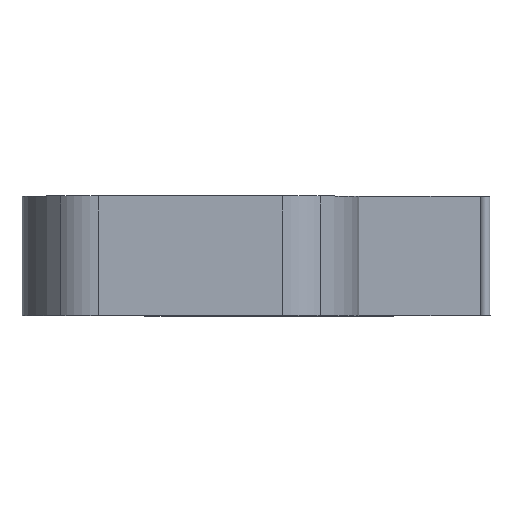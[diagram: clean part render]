
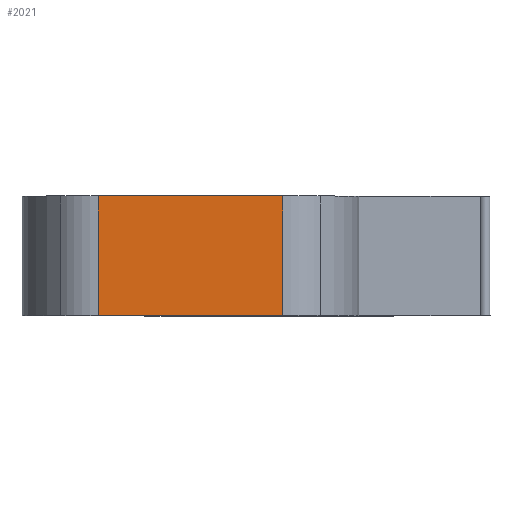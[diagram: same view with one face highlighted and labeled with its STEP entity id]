
A CAD part, top view. The second image highlights one B-rep face of the part: STEP entity #2021.
In plain terms, the highlighted planar face has unit normal (0, 0, 1).
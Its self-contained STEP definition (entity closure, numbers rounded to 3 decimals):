
#33 = VERTEX_POINT('',#34);
#34 = CARTESIAN_POINT('',(0.666,21.7,11.13
    ));
#41 = EDGE_CURVE('',#33,#42,#44,.T.);
#42 = VERTEX_POINT('',#43);
#43 = CARTESIAN_POINT('',(35.664,21.7,
    11.13));
#44 = LINE('',#45,#46);
#45 = CARTESIAN_POINT('',(-2.95,21.7,
    11.13));
#46 = VECTOR('',#47,1.);
#47 = DIRECTION('',(1.,0.,0.));
#276 = EDGE_CURVE('',#33,#277,#279,.T.);
#277 = VERTEX_POINT('',#278);
#278 = CARTESIAN_POINT('',(0.666,-1.001,
    11.13));
#279 = LINE('',#280,#281);
#280 = CARTESIAN_POINT('',(0.666,21.7,
    11.13));
#281 = VECTOR('',#282,1.);
#282 = DIRECTION('',(-0.,-1.,0.));
#2021 = ADVANCED_FACE('',(#2022),#2040,.T.);
#2022 = FACE_BOUND('',#2023,.T.);
#2023 = EDGE_LOOP('',(#2024,#2025,#2026,#2034));
#2024 = ORIENTED_EDGE('',*,*,#41,.F.);
#2025 = ORIENTED_EDGE('',*,*,#276,.T.);
#2026 = ORIENTED_EDGE('',*,*,#2027,.T.);
#2027 = EDGE_CURVE('',#277,#2028,#2030,.T.);
#2028 = VERTEX_POINT('',#2029);
#2029 = CARTESIAN_POINT('',(35.664,-1.001,
    11.13));
#2030 = LINE('',#2031,#2032);
#2031 = CARTESIAN_POINT('',(7.608,-1.001,
    11.13));
#2032 = VECTOR('',#2033,1.);
#2033 = DIRECTION('',(1.,0.,0.));
#2034 = ORIENTED_EDGE('',*,*,#2035,.F.);
#2035 = EDGE_CURVE('',#42,#2028,#2036,.T.);
#2036 = LINE('',#2037,#2038);
#2037 = CARTESIAN_POINT('',(35.664,21.7,
    11.13));
#2038 = VECTOR('',#2039,1.);
#2039 = DIRECTION('',(-0.,-1.,0.));
#2040 = PLANE('',#2041);
#2041 = AXIS2_PLACEMENT_3D('',#2042,#2043,#2044);
#2042 = CARTESIAN_POINT('',(-2.95,21.7,
    11.13));
#2043 = DIRECTION('',(0.,0.,1.));
#2044 = DIRECTION('',(1.,0.,0.));
